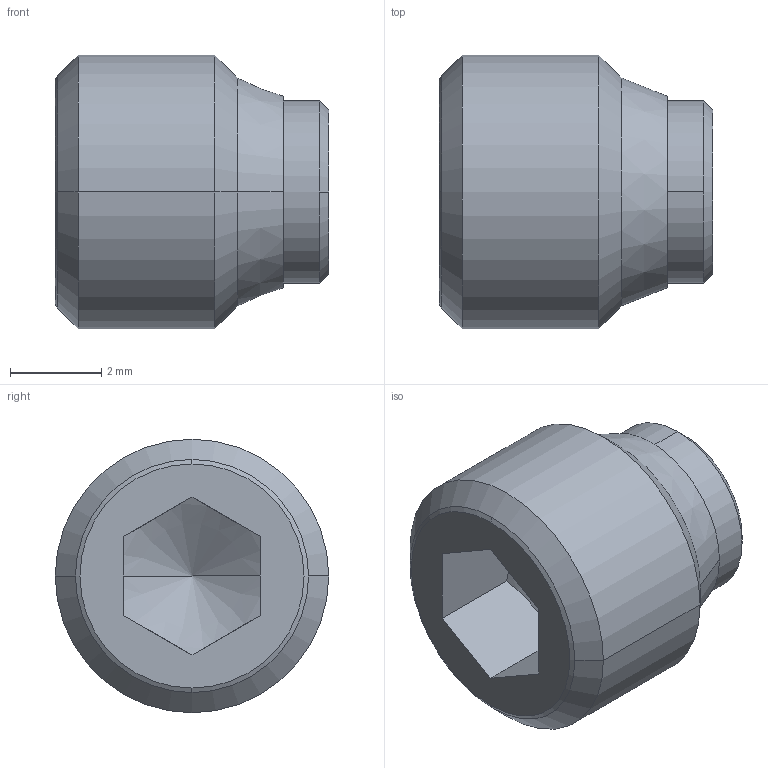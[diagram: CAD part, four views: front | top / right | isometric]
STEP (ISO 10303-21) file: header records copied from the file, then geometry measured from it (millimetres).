
FILE_DESCRIPTION(('STEP AP214'),'1');
FILE_NAME('HALDERN_EH_22760_0060.stp','2018-05-16T06:12:50',('TraceParts'),('TraceParts S.A.'),'Spatial InterOp 3D',' ',' ');
FILE_SCHEMA(('automotive_design'));
Length unit declared in the file: millimetre
Products named in the file (1): HALDERN_EH_22760_0060
Bounding box: 6 x 6 x 6 mm (x, y, z)
Volume: 119 mm3; surface area: 163.9 mm2
Topology: 1 solids, 1 shells, 25 faces, 60 edges, 37 vertices
Faces by surface type: cone 12, plane 9, cylinder 4
Entity records: 930 total; most frequent: CARTESIAN_POINT 137, DIRECTION 124, ORIENTED_EDGE 116, EDGE_CURVE 58, AXIS2_PLACEMENT_3D 48, VERTEX_POINT 37, LINE 28, VECTOR 28
